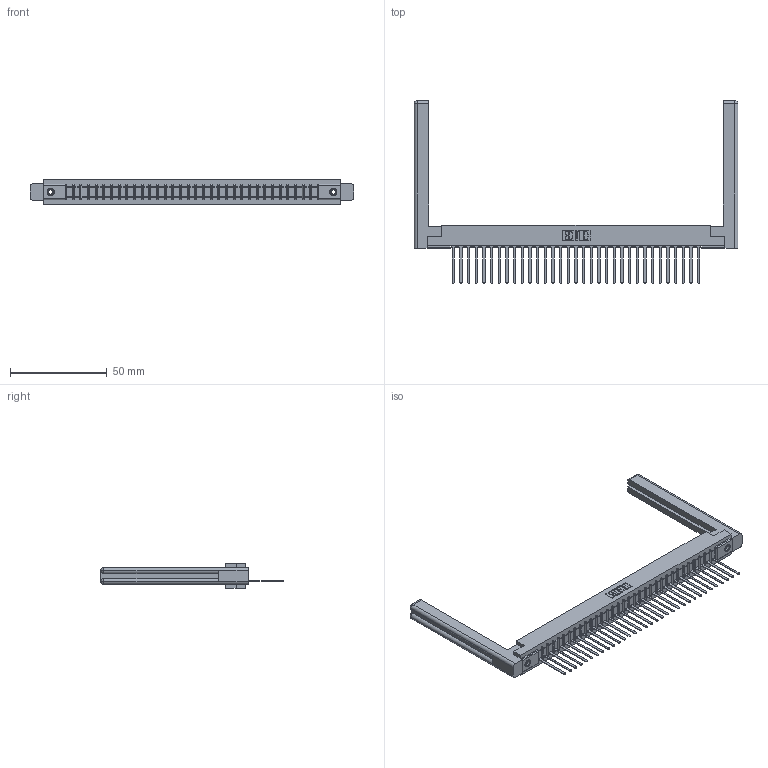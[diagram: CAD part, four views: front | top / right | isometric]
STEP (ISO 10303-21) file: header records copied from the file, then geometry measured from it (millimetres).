
FILE_DESCRIPTION (( 'STEP AP203' ), '1' );
FILE_NAME ('357-033-445-158.STEP', '2020-10-02T07:18:55', ( '' ), ( '' ), 'SwSTEP 2.0', 'SolidWorks 2020', '' );
FILE_SCHEMA (( 'CONFIG_CONTROL_DESIGN' ));
Length unit declared in the file: inch
Products named in the file (5): 357-033-445-158; 345-250-001_345-250-001-102; 307-290-001_545; 307 Part_.156 Dia Mounting Holes; 307-220-058
Assembly tree (38 placements, depth 2):
  357-033-445-158
    307 Part_.156 Dia Mounting Holes
    307-290-001_545  x33
    307-220-058  x2
    345-250-001_345-250-001-102  x2
Bounding box: 167.39 x 94.31 x 12.7 mm (x, y, z)
Volume: 24623.7 mm3; surface area: 24422.7 mm2
Topology: 38 solids, 38 shells, 2142 faces, 6023 edges, 3866 vertices
Faces by surface type: plane 1375, cylinder 675, sphere 68, torus 12, cone 12
Entity records: 32001 total; most frequent: CARTESIAN_POINT 5395, ORIENTED_EDGE 5320, DIRECTION 5212, EDGE_CURVE 2660, LINE 2034, VECTOR 2034, VERTEX_POINT 1718, AXIS2_PLACEMENT_3D 1589
